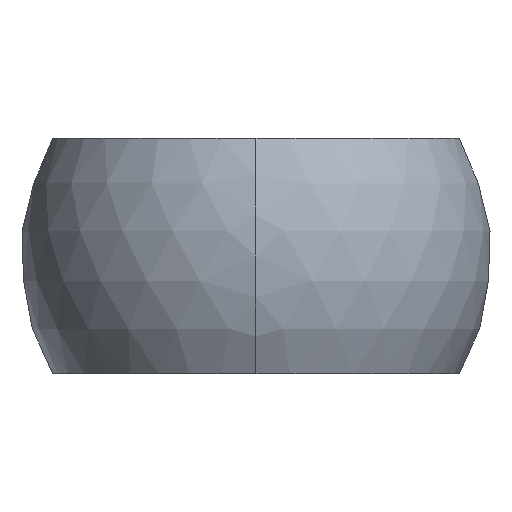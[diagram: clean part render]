
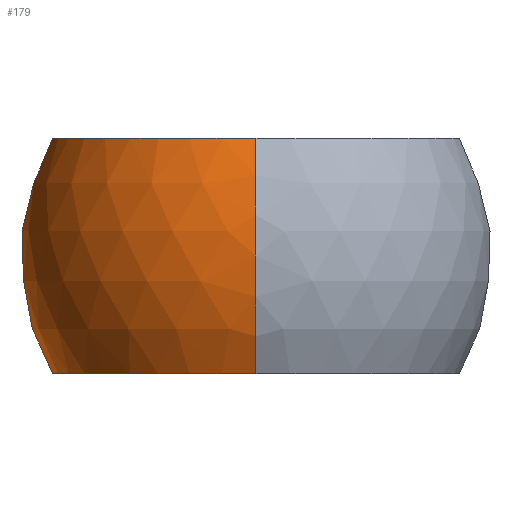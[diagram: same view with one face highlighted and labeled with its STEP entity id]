
A CAD part, left-side view. The second image highlights one B-rep face of the part: STEP entity #179.
In plain terms, the highlighted spherical face has radius 7 mm.
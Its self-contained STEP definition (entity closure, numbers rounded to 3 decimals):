
#119=VERTEX_POINT('',#308);
#123=VERTEX_POINT('',#312);
#133=VERTEX_POINT('',#323);
#143=VERTEX_POINT('',#333);
#147=EDGE_CURVE('',#143,#133,#337,.T.);
#151=EDGE_CURVE('',#119,#143,#341,.T.);
#171=EDGE_CURVE('',#123,#119,#363,.T.);
#179=ADVANCED_FACE('',(#371),#372,.T.);
#205=EDGE_CURVE('',#133,#123,#399,.T.);
#308=CARTESIAN_POINT('',(-6.062,0.,3.5));
#312=CARTESIAN_POINT('',(5.4,2.756,3.5));
#323=CARTESIAN_POINT('',(5.4,2.756,-3.5));
#333=CARTESIAN_POINT('',(-6.062,0.,-3.5));
#337=CIRCLE('',#566,6.062);
#341=CIRCLE('',#571,7.0);
#363=CIRCLE('',#621,6.062);
#371=FACE_OUTER_BOUND('',#631,.T.);
#372=SPHERICAL_SURFACE('',#632,7.0);
#399=CIRCLE('',#713,4.455);
#566=AXIS2_PLACEMENT_3D('',#868,#869,#870);
#571=AXIS2_PLACEMENT_3D('',#871,#872,#873);
#621=AXIS2_PLACEMENT_3D('',#897,#898,#899);
#631=EDGE_LOOP('',(#902,#903,#904,#905));
#632=AXIS2_PLACEMENT_3D('',#906,#907,#908);
#713=AXIS2_PLACEMENT_3D('',#926,#927,#928);
#868=CARTESIAN_POINT('',(0.0,0.0,-3.5));
#869=DIRECTION('',(-0.0,-0.0,-1.0));
#870=DIRECTION('',(0.0,-1.0,0.0));
#871=CARTESIAN_POINT('',(0.0,0.0,0.0));
#872=DIRECTION('',(0.,-1.0,0.0));
#873=DIRECTION('',(0.0,0.0,1.0));
#897=CARTESIAN_POINT('',(0.0,0.0,3.5));
#898=DIRECTION('',(0.0,-0.0,1.0));
#899=DIRECTION('',(0.0,1.0,0.0));
#902=ORIENTED_EDGE('',*,*,#151,.F.);
#903=ORIENTED_EDGE('',*,*,#171,.F.);
#904=ORIENTED_EDGE('',*,*,#205,.F.);
#905=ORIENTED_EDGE('',*,*,#147,.F.);
#906=CARTESIAN_POINT('',(0.0,0.0,0.0));
#907=DIRECTION('',(0.0,0.0,1.0));
#908=DIRECTION('',(1.0,0.0,0.0));
#926=CARTESIAN_POINT('',(5.4,0.0,0.0));
#927=DIRECTION('',(1.0,0.0,0.0));
#928=DIRECTION('',(0.0,1.0,0.0));
